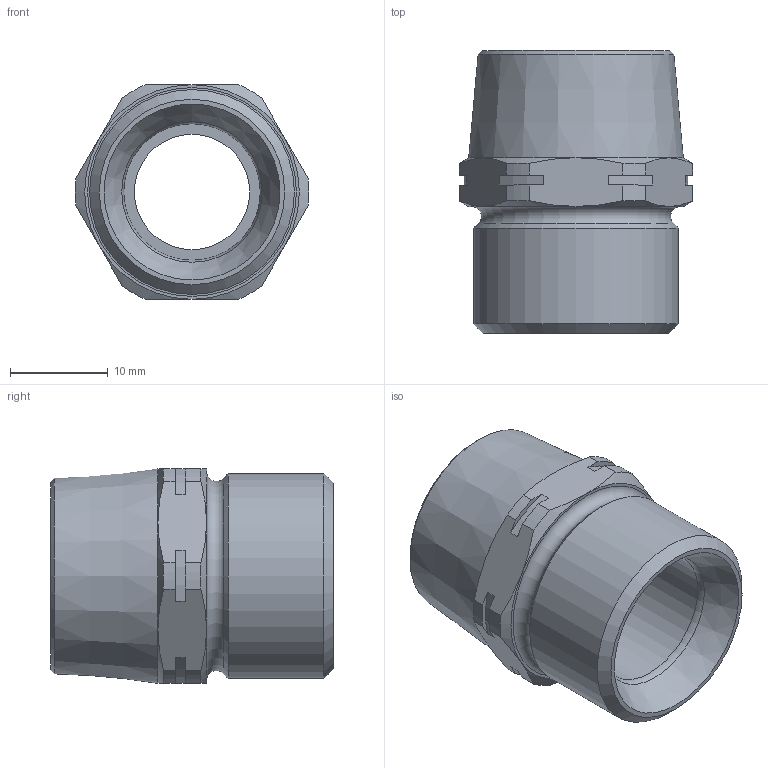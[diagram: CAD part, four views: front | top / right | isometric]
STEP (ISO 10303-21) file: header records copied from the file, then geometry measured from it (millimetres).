
FILE_DESCRIPTION(/* description */ ('Unknown'),/* implementation_level */ '2;1');
FILE_NAME(/* name */ '56720',/* time_stamp */ '2018-11-13T08:34:51+01:00',/* author */ ('Unknown'),/* organization */ ('Unknown'),/* preprocessor_version */ 'ST-DEVELOPER v16.7',/* originating_system */ 'DEX',/* authorisation */ $);
FILE_SCHEMA (('AUTOMOTIVE_DESIGN {1 0 10303 214 3 1 1}'));
Length unit declared in the file: millimetre
Products named in the file (1): 50000056720_Gegennippel_G1-4IG_M21x1,5AG
Bounding box: 23.98 x 29 x 22 mm (x, y, z)
Volume: 6206.1 mm3; surface area: 3574.8 mm2
Topology: 1 solids, 1 shells, 63 faces, 163 edges, 104 vertices
Faces by surface type: plane 22, cylinder 21, cone 18, torus 2
Full cylindrical faces by diameter (mm): 11.82 x1, 14 x1, 21 x1
Entity records: 2311 total; most frequent: CARTESIAN_POINT 380, DIRECTION 312, ORIENTED_EDGE 292, EDGE_CURVE 146, AXIS2_PLACEMENT_3D 126, VERTEX_POINT 98, EDGE_LOOP 78, FACE_BOUND 78
